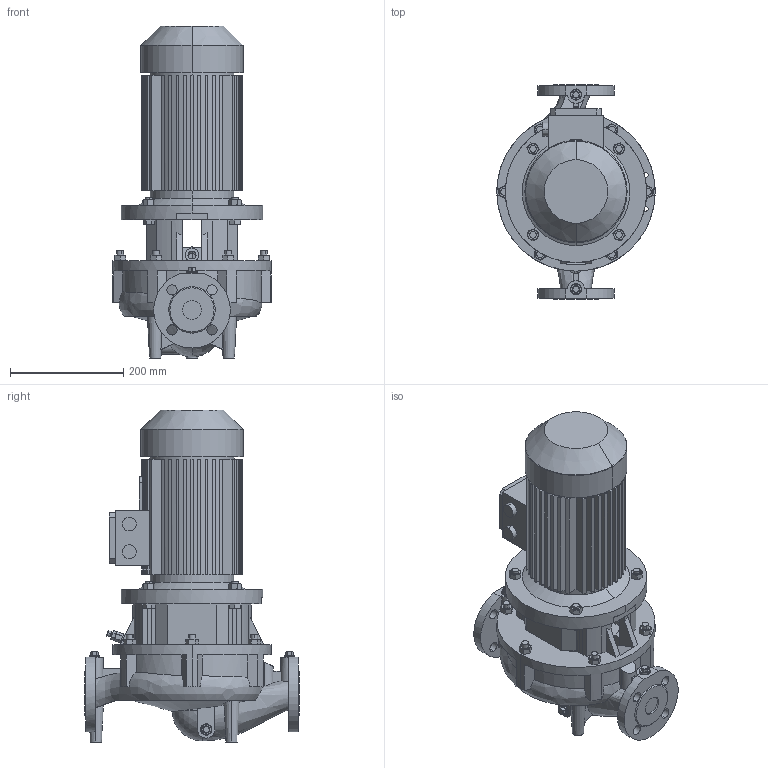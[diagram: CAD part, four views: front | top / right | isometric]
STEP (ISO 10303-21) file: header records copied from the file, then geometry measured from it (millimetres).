
FILE_DESCRIPTION (( 'STEP AP203' ), '1' );
FILE_NAME ('枅-313-071-313-071-11-5.step', '2025-02-13T05:03:23', ( 'adb' ), ( '' ), 'SwSTEP 2.0', 'SolidWorks 2016', '' );
FILE_SCHEMA (( 'CONFIG_CONTROL_DESIGN' ));
Length unit declared in the file: millimetre
Products named in the file (1): 枅-313-071-313-071-11-5
Bounding box: 280 x 380 x 587 mm (x, y, z)
Volume: 13080482.9 mm3; surface area: 1266508 mm2
Topology: 8 solids, 20 shells, 921 faces, 2368 edges, 1547 vertices
Faces by surface type: plane 493, cylinder 320, cone 99, bspline 8, sphere 1
Entity records: 33642 total; most frequent: CARTESIAN_POINT 10890, DIRECTION 4742, ORIENTED_EDGE 4728, EDGE_CURVE 2364, AXIS2_PLACEMENT_3D 1761, VERTEX_POINT 1547, LINE 1220, VECTOR 1220
